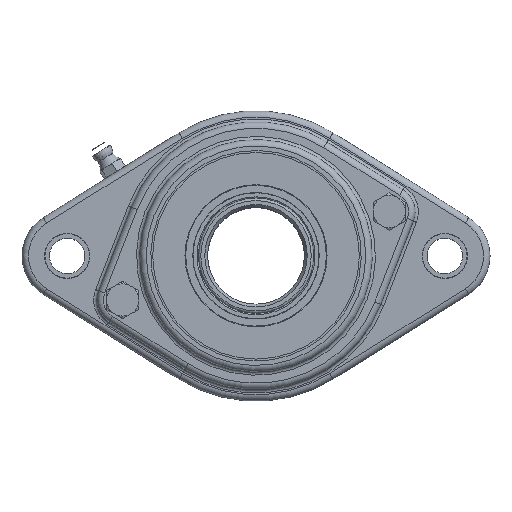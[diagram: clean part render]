
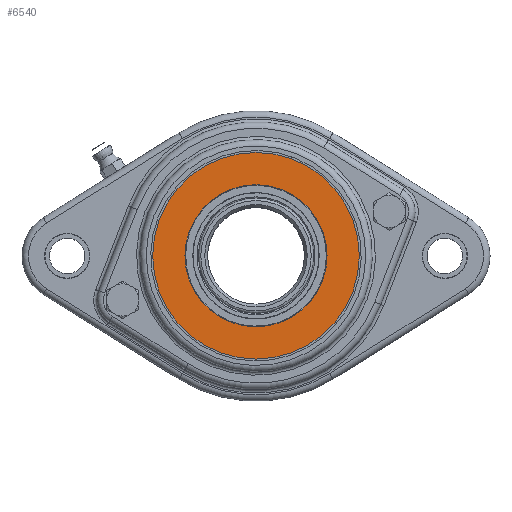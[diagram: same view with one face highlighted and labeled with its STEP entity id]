
A CAD part, top view. The second image highlights one B-rep face of the part: STEP entity #6540.
In plain terms, the highlighted planar face has unit normal (0, 0, 1).
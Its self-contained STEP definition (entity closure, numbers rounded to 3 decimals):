
#513=FACE_OUTER_BOUND('',#1843,.T.);
#1487=PLANE('',#7176);
#1604=FACE_BOUND('',#1844,.T.);
#1843=EDGE_LOOP('',(#4909));
#1844=EDGE_LOOP('',(#4910));
#2332=CIRCLE('',#7177,32.);
#2333=CIRCLE('',#7178,22.);
#2905=VERTEX_POINT('',#10951);
#2906=VERTEX_POINT('',#10953);
#3630=EDGE_CURVE('',#2905,#2905,#2332,.T.);
#3631=EDGE_CURVE('',#2906,#2906,#2333,.T.);
#4909=ORIENTED_EDGE('',*,*,#3630,.T.);
#4910=ORIENTED_EDGE('',*,*,#3631,.T.);
#6540=ADVANCED_FACE('',(#513,#1604),#1487,.T.);
#7176=AXIS2_PLACEMENT_3D('',#10950,#8557,#8558);
#7177=AXIS2_PLACEMENT_3D('',#10952,#8559,#8560);
#7178=AXIS2_PLACEMENT_3D('',#10954,#8561,#8562);
#8557=DIRECTION('center_axis',(0.,0.,
1.));
#8558=DIRECTION('ref_axis',(-1.,0.,0.));
#8559=DIRECTION('center_axis',(0.,0.,
1.));
#8560=DIRECTION('ref_axis',(-1.,0.,0.));
#8561=DIRECTION('center_axis',(0.,0.,
-1.));
#8562=DIRECTION('ref_axis',(-1.,0.,0.));
#10950=CARTESIAN_POINT('Origin',(0.,0.,
35.2));
#10951=CARTESIAN_POINT('',(32.,0.,35.2));
#10952=CARTESIAN_POINT('Origin',(0.,0.,
35.2));
#10953=CARTESIAN_POINT('',(22.,0.,35.2));
#10954=CARTESIAN_POINT('Origin',(0.,0.,
35.2));
